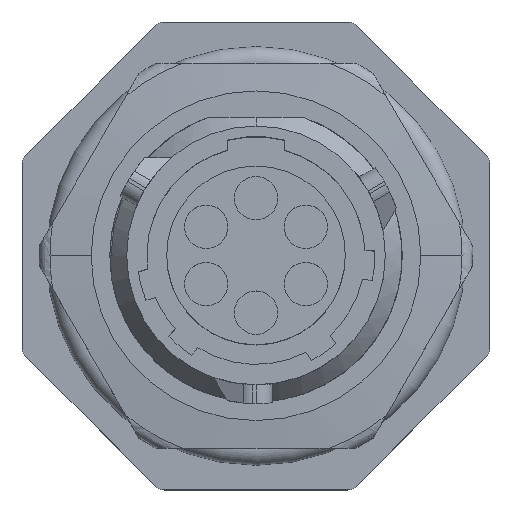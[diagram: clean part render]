
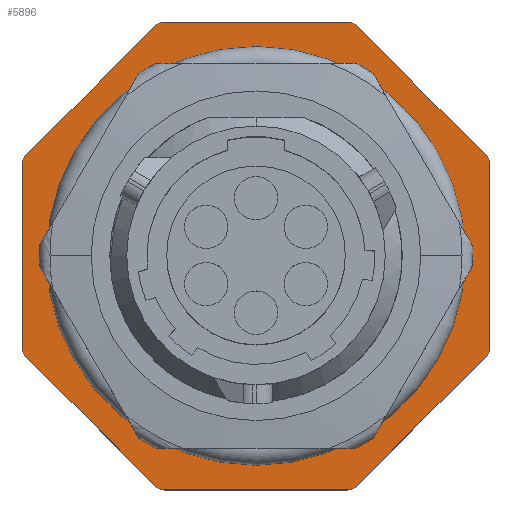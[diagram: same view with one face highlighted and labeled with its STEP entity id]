
A CAD part, top view. The second image highlights one B-rep face of the part: STEP entity #5896.
In plain terms, the highlighted planar face has unit normal (0, 0, 1).
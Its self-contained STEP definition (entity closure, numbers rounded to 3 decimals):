
#1079=CARTESIAN_POINT('',(5.275,12.735,2.3));
#1080=DIRECTION('',(0.,0.,1.));
#1081=DIRECTION('',(0.707,0.707,0.));
#1082=AXIS2_PLACEMENT_3D('',#1079,#1080,#1081);
#1097=CARTESIAN_POINT('',(12.735,5.275,2.3));
#1098=DIRECTION('',(0.,0.,1.));
#1099=DIRECTION('',(1.,0.,0.));
#1100=AXIS2_PLACEMENT_3D('',#1097,#1098,#1099);
#1115=CARTESIAN_POINT('',(12.735,-5.275,2.3));
#1116=DIRECTION('',(0.,0.,1.));
#1117=DIRECTION('',(0.707,-0.707,0.));
#1118=AXIS2_PLACEMENT_3D('',#1115,#1116,#1117);
#1133=CARTESIAN_POINT('',(5.275,-12.735,2.3));
#1134=DIRECTION('',(0.,0.,1.));
#1135=DIRECTION('',(0.,-1.,0.));
#1136=AXIS2_PLACEMENT_3D('',#1133,#1134,#1135);
#1151=CARTESIAN_POINT('',(-5.275,-12.735,2.3));
#1152=DIRECTION('',(0.,0.,1.));
#1153=DIRECTION('',(-0.707,-0.707,0.));
#1154=AXIS2_PLACEMENT_3D('',#1151,#1152,#1153);
#1169=CARTESIAN_POINT('',(-12.735,-5.275,2.3));
#1170=DIRECTION('',(0.,0.,1.));
#1171=DIRECTION('',(-1.,0.,0.));
#1172=AXIS2_PLACEMENT_3D('',#1169,#1170,#1171);
#1187=CARTESIAN_POINT('',(-12.735,5.275,2.3));
#1188=DIRECTION('',(0.,0.,1.));
#1189=DIRECTION('',(-0.707,0.707,0.));
#1190=AXIS2_PLACEMENT_3D('',#1187,#1188,#1189);
#1205=CARTESIAN_POINT('',(-5.275,12.735,2.3));
#1206=DIRECTION('',(0.,0.,1.));
#1207=DIRECTION('',(0.,1.,0.));
#1208=AXIS2_PLACEMENT_3D('',#1205,#1206,#1207);
#1219=DIRECTION('',(0.707,-0.707,0.));
#1220=VECTOR('',#1219,10.55);
#1221=CARTESIAN_POINT('',(5.805,13.265,2.3));
#1222=LINE('',#1221,#1220);
#1223=DIRECTION('',(0.,-1.,0.));
#1224=VECTOR('',#1223,10.55);
#1225=CARTESIAN_POINT('',(13.485,5.275,2.3));
#1226=LINE('',#1225,#1224);
#1227=DIRECTION('',(-0.707,-0.707,0.));
#1228=VECTOR('',#1227,10.55);
#1229=CARTESIAN_POINT('',(13.265,-5.805,2.3));
#1230=LINE('',#1229,#1228);
#1231=DIRECTION('',(-1.,0.,0.));
#1232=VECTOR('',#1231,10.55);
#1233=CARTESIAN_POINT('',(5.275,-13.485,2.3));
#1234=LINE('',#1233,#1232);
#1235=DIRECTION('',(-0.707,0.707,0.));
#1236=VECTOR('',#1235,10.55);
#1237=CARTESIAN_POINT('',(-5.805,-13.265,2.3));
#1238=LINE('',#1237,#1236);
#1239=DIRECTION('',(0.,1.,0.));
#1240=VECTOR('',#1239,10.55);
#1241=CARTESIAN_POINT('',(-13.485,-5.275,2.3));
#1242=LINE('',#1241,#1240);
#1243=DIRECTION('',(0.707,0.707,0.));
#1244=VECTOR('',#1243,10.55);
#1245=CARTESIAN_POINT('',(-13.265,5.805,2.3));
#1246=LINE('',#1245,#1244);
#1247=DIRECTION('',(1.,0.,0.));
#1248=VECTOR('',#1247,10.55);
#1249=CARTESIAN_POINT('',(-5.275,13.485,2.3));
#1250=LINE('',#1249,#1248);
#1251=CARTESIAN_POINT('',(0.,0.,2.3));
#1252=DIRECTION('',(0.,0.,1.));
#1253=DIRECTION('',(-1.,0.,0.));
#1254=AXIS2_PLACEMENT_3D('',#1251,#1252,#1253);
#1256=CARTESIAN_POINT('',(0.,0.,2.3));
#1257=DIRECTION('',(0.,0.,1.));
#1258=DIRECTION('',(1.,0.,0.));
#1259=AXIS2_PLACEMENT_3D('',#1256,#1257,#1258);
#4036=CARTESIAN_POINT('',(5.805,13.265,2.3));
#4038=VERTEX_POINT('',#4036);
#4039=CARTESIAN_POINT('',(5.275,13.485,2.3));
#4040=VERTEX_POINT('',#4039);
#4044=CARTESIAN_POINT('',(13.485,5.275,2.3));
#4046=VERTEX_POINT('',#4044);
#4047=CARTESIAN_POINT('',(13.265,5.805,2.3));
#4048=VERTEX_POINT('',#4047);
#4052=CARTESIAN_POINT('',(13.265,-5.805,2.3));
#4054=VERTEX_POINT('',#4052);
#4055=CARTESIAN_POINT('',(13.485,-5.275,2.3));
#4056=VERTEX_POINT('',#4055);
#4060=CARTESIAN_POINT('',(-5.275,13.485,2.3));
#4062=VERTEX_POINT('',#4060);
#4063=CARTESIAN_POINT('',(-5.805,13.265,2.3));
#4064=VERTEX_POINT('',#4063);
#4068=CARTESIAN_POINT('',(5.275,-13.485,2.3));
#4070=VERTEX_POINT('',#4068);
#4071=CARTESIAN_POINT('',(5.805,-13.265,2.3));
#4072=VERTEX_POINT('',#4071);
#4076=CARTESIAN_POINT('',(-5.805,-13.265,2.3));
#4078=VERTEX_POINT('',#4076);
#4079=CARTESIAN_POINT('',(-5.275,-13.485,2.3));
#4080=VERTEX_POINT('',#4079);
#4084=CARTESIAN_POINT('',(-13.485,-5.275,2.3));
#4086=VERTEX_POINT('',#4084);
#4087=CARTESIAN_POINT('',(-13.265,-5.805,2.3));
#4088=VERTEX_POINT('',#4087);
#4092=CARTESIAN_POINT('',(-13.265,5.805,2.3));
#4094=VERTEX_POINT('',#4092);
#4095=CARTESIAN_POINT('',(-13.485,5.275,2.3));
#4096=VERTEX_POINT('',#4095);
#4444=CARTESIAN_POINT('',(-11.59,0.,2.3));
#4445=CARTESIAN_POINT('',(11.59,0.,2.3));
#4446=VERTEX_POINT('',#4444);
#4447=VERTEX_POINT('',#4445);
#5867=CARTESIAN_POINT('',(0.,0.,2.3));
#5868=DIRECTION('',(0.,0.,-1.));
#5869=DIRECTION('',(0.,-1.,0.));
#5870=AXIS2_PLACEMENT_3D('',#5867,#5868,#5869);
#5871=PLANE('',#5870);
#5872=ORIENTED_EDGE('',*,*,#5650,.F.);
#5873=ORIENTED_EDGE('',*,*,#5667,.T.);
#5874=ORIENTED_EDGE('',*,*,#5679,.F.);
#5875=ORIENTED_EDGE('',*,*,#5695,.T.);
#5876=ORIENTED_EDGE('',*,*,#5707,.F.);
#5877=ORIENTED_EDGE('',*,*,#5723,.T.);
#5878=ORIENTED_EDGE('',*,*,#5735,.F.);
#5879=ORIENTED_EDGE('',*,*,#5751,.T.);
#5880=ORIENTED_EDGE('',*,*,#5763,.F.);
#5881=ORIENTED_EDGE('',*,*,#5779,.T.);
#5882=ORIENTED_EDGE('',*,*,#5791,.F.);
#5883=ORIENTED_EDGE('',*,*,#5807,.T.);
#5884=ORIENTED_EDGE('',*,*,#5819,.F.);
#5885=ORIENTED_EDGE('',*,*,#5833,.T.);
#5886=ORIENTED_EDGE('',*,*,#5847,.F.);
#5887=ORIENTED_EDGE('',*,*,#5860,.T.);
#5888=EDGE_LOOP('',(#5872,#5873,#5874,#5875,#5876,#5877,#5878,#5879,#5880,#5881,
#5882,#5883,#5884,#5885,#5886,#5887));
#5889=FACE_OUTER_BOUND('',#5888,.F.);
#5891=ORIENTED_EDGE('',*,*,#5890,.T.);
#5893=ORIENTED_EDGE('',*,*,#5892,.T.);
#5894=EDGE_LOOP('',(#5891,#5893));
#5895=FACE_BOUND('',#5894,.F.);
#5896=ADVANCED_FACE('',(#5889,#5895),#5871,.F.);
#1083=CIRCLE('',#1082,0.75);
#1101=CIRCLE('',#1100,0.75);
#1119=CIRCLE('',#1118,0.75);
#1137=CIRCLE('',#1136,0.75);
#1155=CIRCLE('',#1154,0.75);
#1173=CIRCLE('',#1172,0.75);
#1191=CIRCLE('',#1190,0.75);
#1209=CIRCLE('',#1208,0.75);
#1255=CIRCLE('',#1254,11.59);
#1260=CIRCLE('',#1259,11.59);
#5650=EDGE_CURVE('',#4038,#4040,#1083,.T.);
#5667=EDGE_CURVE('',#4038,#4048,#1222,.T.);
#5679=EDGE_CURVE('',#4046,#4048,#1101,.T.);
#5695=EDGE_CURVE('',#4046,#4056,#1226,.T.);
#5707=EDGE_CURVE('',#4054,#4056,#1119,.T.);
#5723=EDGE_CURVE('',#4054,#4072,#1230,.T.);
#5735=EDGE_CURVE('',#4070,#4072,#1137,.T.);
#5751=EDGE_CURVE('',#4070,#4080,#1234,.T.);
#5763=EDGE_CURVE('',#4078,#4080,#1155,.T.);
#5779=EDGE_CURVE('',#4078,#4088,#1238,.T.);
#5791=EDGE_CURVE('',#4086,#4088,#1173,.T.);
#5807=EDGE_CURVE('',#4086,#4096,#1242,.T.);
#5819=EDGE_CURVE('',#4094,#4096,#1191,.T.);
#5833=EDGE_CURVE('',#4094,#4064,#1246,.T.);
#5847=EDGE_CURVE('',#4062,#4064,#1209,.T.);
#5860=EDGE_CURVE('',#4062,#4040,#1250,.T.);
#5890=EDGE_CURVE('',#4446,#4447,#1255,.T.);
#5892=EDGE_CURVE('',#4447,#4446,#1260,.T.);
